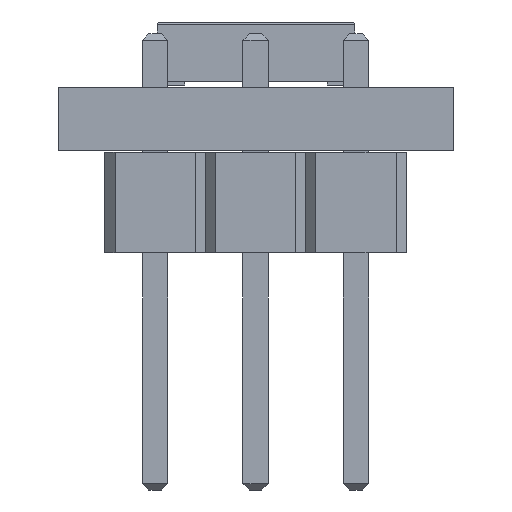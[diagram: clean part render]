
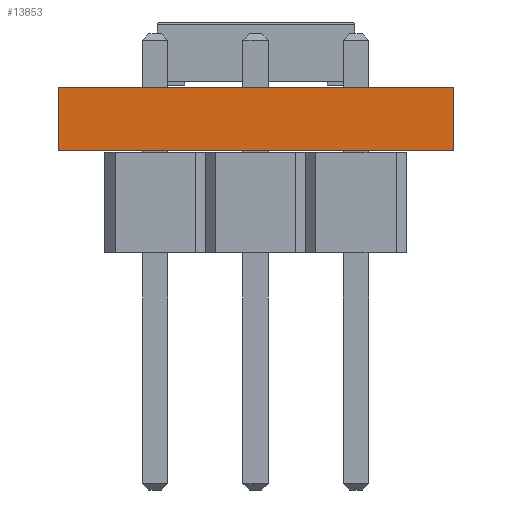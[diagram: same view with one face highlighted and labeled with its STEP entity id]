
A CAD part, front view. The second image highlights one B-rep face of the part: STEP entity #13853.
In plain terms, the highlighted planar face has unit normal (0, -1, 0).
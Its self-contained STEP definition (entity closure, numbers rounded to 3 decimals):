
#13737 = EDGE_CURVE('',#13738,#13740,#13742,.T.);
#13738 = VERTEX_POINT('',#13739);
#13739 = CARTESIAN_POINT('',(108.,-122.,0.));
#13740 = VERTEX_POINT('',#13741);
#13741 = CARTESIAN_POINT('',(108.,-122.,1.6));
#13742 = SURFACE_CURVE('',#13743,(#13747,#13759),.PCURVE_S1.);
#13743 = LINE('',#13744,#13745);
#13744 = CARTESIAN_POINT('',(108.,-122.,0.));
#13745 = VECTOR('',#13746,1.);
#13746 = DIRECTION('',(0.,0.,1.));
#13747 = PCURVE('',#13748,#13753);
#13748 = PLANE('',#13749);
#13749 = AXIS2_PLACEMENT_3D('',#13750,#13751,#13752);
#13750 = CARTESIAN_POINT('',(108.,-122.,0.));
#13751 = DIRECTION('',(-1.,0.,0.));
#13752 = DIRECTION('',(0.,1.,0.));
#13753 = DEFINITIONAL_REPRESENTATION('',(#13754),#13758);
#13754 = LINE('',#13755,#13756);
#13755 = CARTESIAN_POINT('',(0.,0.));
#13756 = VECTOR('',#13757,1.);
#13757 = DIRECTION('',(0.,-1.));
#13758 = ( GEOMETRIC_REPRESENTATION_CONTEXT(2) 
PARAMETRIC_REPRESENTATION_CONTEXT() REPRESENTATION_CONTEXT('2D SPACE',''
  ) );
#13759 = PCURVE('',#13760,#13765);
#13760 = PLANE('',#13761);
#13761 = AXIS2_PLACEMENT_3D('',#13762,#13763,#13764);
#13762 = CARTESIAN_POINT('',(98.,-122.,0.));
#13763 = DIRECTION('',(0.,1.,0.));
#13764 = DIRECTION('',(1.,0.,0.));
#13765 = DEFINITIONAL_REPRESENTATION('',(#13766),#13770);
#13766 = LINE('',#13767,#13768);
#13767 = CARTESIAN_POINT('',(10.,0.));
#13768 = VECTOR('',#13769,1.);
#13769 = DIRECTION('',(0.,-1.));
#13770 = ( GEOMETRIC_REPRESENTATION_CONTEXT(2) 
PARAMETRIC_REPRESENTATION_CONTEXT() REPRESENTATION_CONTEXT('2D SPACE',''
  ) );
#13788 = PLANE('',#13789);
#13789 = AXIS2_PLACEMENT_3D('',#13790,#13791,#13792);
#13790 = CARTESIAN_POINT('',(103.,-113.25,1.6));
#13791 = DIRECTION('',(0.,0.,1.));
#13792 = DIRECTION('',(1.,0.,-0.));
#13842 = PLANE('',#13843);
#13843 = AXIS2_PLACEMENT_3D('',#13844,#13845,#13846);
#13844 = CARTESIAN_POINT('',(103.,-113.25,0.));
#13845 = DIRECTION('',(0.,0.,1.));
#13846 = DIRECTION('',(1.,0.,-0.));
#13853 = ADVANCED_FACE('',(#13854),#13760,.F.);
#13854 = FACE_BOUND('',#13855,.F.);
#13855 = EDGE_LOOP('',(#13856,#13886,#13907,#13908));
#13856 = ORIENTED_EDGE('',*,*,#13857,.T.);
#13857 = EDGE_CURVE('',#13858,#13860,#13862,.T.);
#13858 = VERTEX_POINT('',#13859);
#13859 = CARTESIAN_POINT('',(98.,-122.,0.));
#13860 = VERTEX_POINT('',#13861);
#13861 = CARTESIAN_POINT('',(98.,-122.,1.6));
#13862 = SURFACE_CURVE('',#13863,(#13867,#13874),.PCURVE_S1.);
#13863 = LINE('',#13864,#13865);
#13864 = CARTESIAN_POINT('',(98.,-122.,0.));
#13865 = VECTOR('',#13866,1.);
#13866 = DIRECTION('',(0.,0.,1.));
#13867 = PCURVE('',#13760,#13868);
#13868 = DEFINITIONAL_REPRESENTATION('',(#13869),#13873);
#13869 = LINE('',#13870,#13871);
#13870 = CARTESIAN_POINT('',(0.,0.));
#13871 = VECTOR('',#13872,1.);
#13872 = DIRECTION('',(0.,-1.));
#13873 = ( GEOMETRIC_REPRESENTATION_CONTEXT(2) 
PARAMETRIC_REPRESENTATION_CONTEXT() REPRESENTATION_CONTEXT('2D SPACE',''
  ) );
#13874 = PCURVE('',#13875,#13880);
#13875 = PLANE('',#13876);
#13876 = AXIS2_PLACEMENT_3D('',#13877,#13878,#13879);
#13877 = CARTESIAN_POINT('',(98.,-104.5,0.));
#13878 = DIRECTION('',(1.,0.,-0.));
#13879 = DIRECTION('',(0.,-1.,0.));
#13880 = DEFINITIONAL_REPRESENTATION('',(#13881),#13885);
#13881 = LINE('',#13882,#13883);
#13882 = CARTESIAN_POINT('',(17.5,0.));
#13883 = VECTOR('',#13884,1.);
#13884 = DIRECTION('',(0.,-1.));
#13885 = ( GEOMETRIC_REPRESENTATION_CONTEXT(2) 
PARAMETRIC_REPRESENTATION_CONTEXT() REPRESENTATION_CONTEXT('2D SPACE',''
  ) );
#13886 = ORIENTED_EDGE('',*,*,#13887,.T.);
#13887 = EDGE_CURVE('',#13860,#13740,#13888,.T.);
#13888 = SURFACE_CURVE('',#13889,(#13893,#13900),.PCURVE_S1.);
#13889 = LINE('',#13890,#13891);
#13890 = CARTESIAN_POINT('',(98.,-122.,1.6));
#13891 = VECTOR('',#13892,1.);
#13892 = DIRECTION('',(1.,0.,0.));
#13893 = PCURVE('',#13760,#13894);
#13894 = DEFINITIONAL_REPRESENTATION('',(#13895),#13899);
#13895 = LINE('',#13896,#13897);
#13896 = CARTESIAN_POINT('',(0.,-1.6));
#13897 = VECTOR('',#13898,1.);
#13898 = DIRECTION('',(1.,0.));
#13899 = ( GEOMETRIC_REPRESENTATION_CONTEXT(2) 
PARAMETRIC_REPRESENTATION_CONTEXT() REPRESENTATION_CONTEXT('2D SPACE',''
  ) );
#13900 = PCURVE('',#13788,#13901);
#13901 = DEFINITIONAL_REPRESENTATION('',(#13902),#13906);
#13902 = LINE('',#13903,#13904);
#13903 = CARTESIAN_POINT('',(-5.,-8.75));
#13904 = VECTOR('',#13905,1.);
#13905 = DIRECTION('',(1.,0.));
#13906 = ( GEOMETRIC_REPRESENTATION_CONTEXT(2) 
PARAMETRIC_REPRESENTATION_CONTEXT() REPRESENTATION_CONTEXT('2D SPACE',''
  ) );
#13907 = ORIENTED_EDGE('',*,*,#13737,.F.);
#13908 = ORIENTED_EDGE('',*,*,#13909,.F.);
#13909 = EDGE_CURVE('',#13858,#13738,#13910,.T.);
#13910 = SURFACE_CURVE('',#13911,(#13915,#13922),.PCURVE_S1.);
#13911 = LINE('',#13912,#13913);
#13912 = CARTESIAN_POINT('',(98.,-122.,0.));
#13913 = VECTOR('',#13914,1.);
#13914 = DIRECTION('',(1.,0.,0.));
#13915 = PCURVE('',#13760,#13916);
#13916 = DEFINITIONAL_REPRESENTATION('',(#13917),#13921);
#13917 = LINE('',#13918,#13919);
#13918 = CARTESIAN_POINT('',(0.,0.));
#13919 = VECTOR('',#13920,1.);
#13920 = DIRECTION('',(1.,0.));
#13921 = ( GEOMETRIC_REPRESENTATION_CONTEXT(2) 
PARAMETRIC_REPRESENTATION_CONTEXT() REPRESENTATION_CONTEXT('2D SPACE',''
  ) );
#13922 = PCURVE('',#13842,#13923);
#13923 = DEFINITIONAL_REPRESENTATION('',(#13924),#13928);
#13924 = LINE('',#13925,#13926);
#13925 = CARTESIAN_POINT('',(-5.,-8.75));
#13926 = VECTOR('',#13927,1.);
#13927 = DIRECTION('',(1.,0.));
#13928 = ( GEOMETRIC_REPRESENTATION_CONTEXT(2) 
PARAMETRIC_REPRESENTATION_CONTEXT() REPRESENTATION_CONTEXT('2D SPACE',''
  ) );
